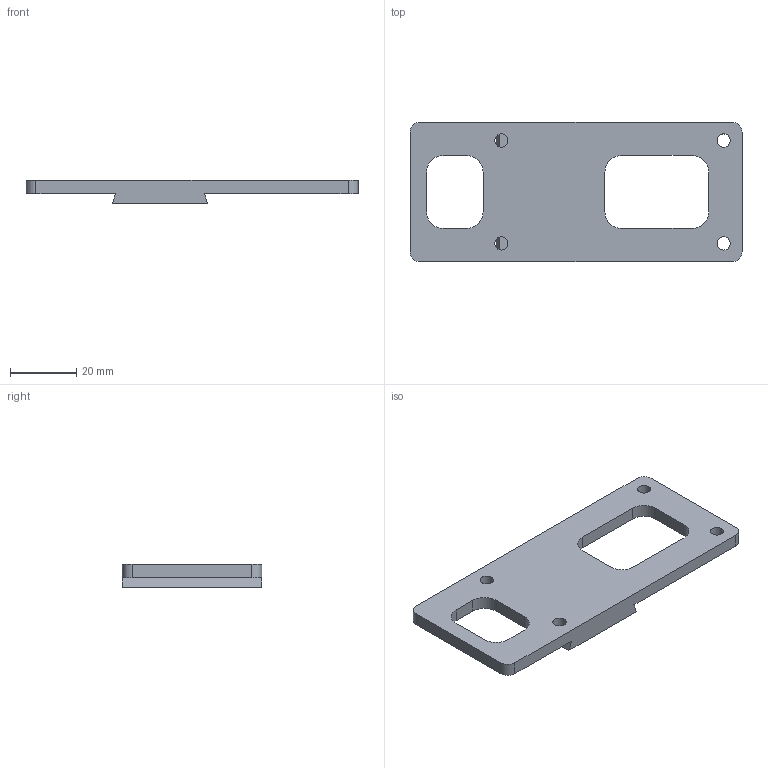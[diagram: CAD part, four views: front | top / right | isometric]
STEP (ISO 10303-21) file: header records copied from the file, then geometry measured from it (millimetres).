
FILE_DESCRIPTION(/* description */ (''),/* implementation_level */ '2;1');
FILE_NAME(/* name */ 'BMS box v8.step',/* time_stamp */ '2019-04-19T01:19:33+02:00',/* author */ ('EriTsu'),/* organization */ (''),/* preprocessor_version */ 'ST-DEVELOPER v18',/* originating_system */ 'Autodesk Translation Framework v8.2.0.1029',/* authorisation */ '');
FILE_SCHEMA (('AUTOMOTIVE_DESIGN { 1 0 10303 214 3 1 1 }'));
Length unit declared in the file: millimetre
Products named in the file (1): BMS box
Bounding box: 100 x 42 x 7 mm (x, y, z)
Volume: 15979.5 mm3; surface area: 8779.7 mm2
Topology: 1 solids, 1 shells, 36 faces, 104 edges, 68 vertices
Faces by surface type: plane 20, cylinder 16
Full cylindrical faces by diameter (mm): 4 x4
Entity records: 1249 total; most frequent: DIRECTION 214, CARTESIAN_POINT 209, ORIENTED_EDGE 208, EDGE_CURVE 104, AXIS2_PLACEMENT_3D 73, LINE 68, VECTOR 68, VERTEX_POINT 68
